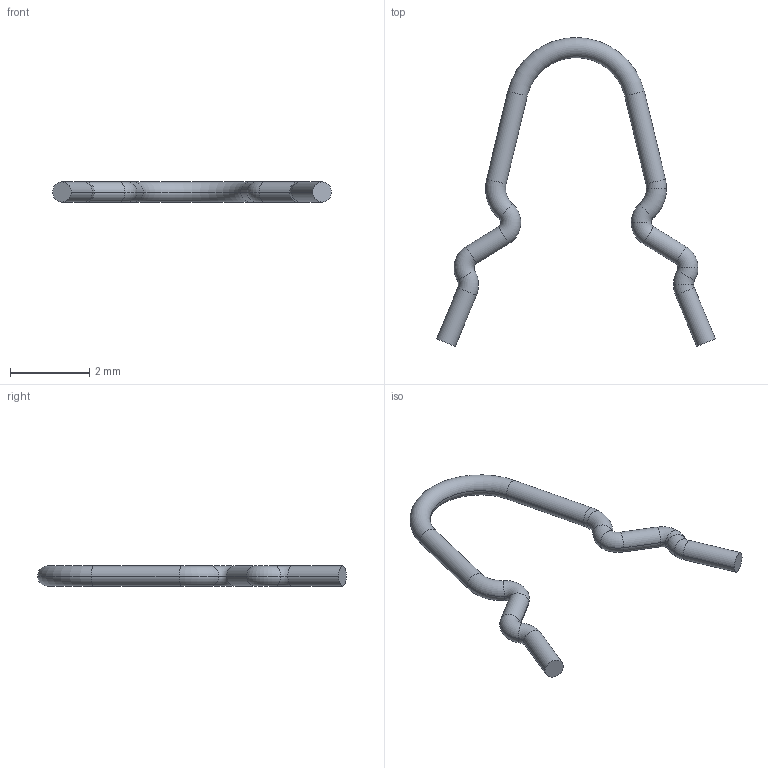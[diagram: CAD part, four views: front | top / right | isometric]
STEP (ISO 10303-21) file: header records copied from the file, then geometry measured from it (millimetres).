
FILE_DESCRIPTION (( 'STEP AP214' ), '1' );
FILE_NAME ('5025.STEP', '2014-03-19T15:31:33', ( '' ), ( '' ), 'SwSTEP 2.0', 'SolidWorks 2013', '' );
FILE_SCHEMA (( 'AUTOMOTIVE_DESIGN' ));
Length unit declared in the file: inch
Products named in the file (1): 5025
Bounding box: 7.05 x 7.82 x 0.51 mm (x, y, z)
Volume: 3.7 mm3; surface area: 29.9 mm2
Topology: 1 solids, 1 shells, 40 faces, 78 edges, 40 vertices
Faces by surface type: torus 26, cylinder 12, plane 2
Entity records: 1062 total; most frequent: DIRECTION 226, CARTESIAN_POINT 159, ORIENTED_EDGE 156, AXIS2_PLACEMENT_3D 107, EDGE_CURVE 78, CIRCLE 66, FACE_OUTER_BOUND 40, ADVANCED_FACE 40
